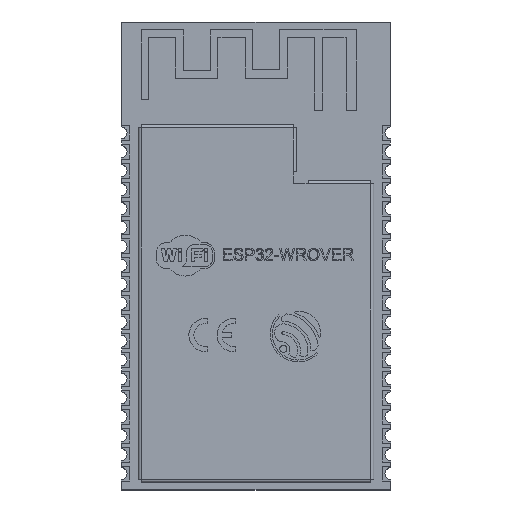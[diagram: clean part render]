
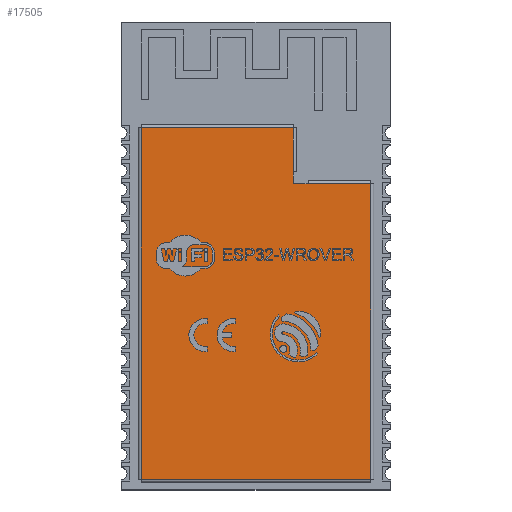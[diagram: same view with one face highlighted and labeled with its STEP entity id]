
A CAD part, top view. The second image highlights one B-rep face of the part: STEP entity #17505.
In plain terms, the highlighted face is planar.
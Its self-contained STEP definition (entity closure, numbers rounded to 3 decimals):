
#17505 = ADVANCED_FACE('',(#17506),#17520,.F.);
#17506 = FACE_BOUND('',#17507,.F.);
#17507 = EDGE_LOOP('',(#17508,#17543,#17571,#17599,#17627,#17655,#17683,
    #17711));
#17508 = ORIENTED_EDGE('',*,*,#17509,.F.);
#17509 = EDGE_CURVE('',#17510,#17512,#17514,.T.);
#17510 = VERTEX_POINT('',#17511);
#17511 = CARTESIAN_POINT('',(-7.7,-11.8,0.));
#17512 = VERTEX_POINT('',#17513);
#17513 = CARTESIAN_POINT('',(-7.7,8.05,0.));
#17514 = SURFACE_CURVE('',#17515,(#17519,#17531),.PCURVE_S1.);
#17515 = LINE('',#17516,#17517);
#17516 = CARTESIAN_POINT('',(-7.7,-11.8,0.));
#17517 = VECTOR('',#17518,1.);
#17518 = DIRECTION('',(0.,1.,0.));
#17519 = PCURVE('',#17520,#17525);
#17520 = PLANE('',#17521);
#17521 = AXIS2_PLACEMENT_3D('',#17522,#17523,#17524);
#17522 = CARTESIAN_POINT('',(-7.7,-11.8,0.));
#17523 = DIRECTION('',(0.,0.,1.));
#17524 = DIRECTION('',(1.,0.,0.));
#17525 = DEFINITIONAL_REPRESENTATION('',(#17526),#17530);
#17526 = LINE('',#17527,#17528);
#17527 = CARTESIAN_POINT('',(0.,0.));
#17528 = VECTOR('',#17529,1.);
#17529 = DIRECTION('',(0.,1.));
#17530 = ( GEOMETRIC_REPRESENTATION_CONTEXT(2) 
PARAMETRIC_REPRESENTATION_CONTEXT() REPRESENTATION_CONTEXT('2D SPACE',''
  ) );
#17531 = PCURVE('',#17532,#17537);
#17532 = CYLINDRICAL_SURFACE('',#17533,0.2);
#17533 = AXIS2_PLACEMENT_3D('',#17534,#17535,#17536);
#17534 = CARTESIAN_POINT('',(-7.7,11.8,0.2));
#17535 = DIRECTION('',(-0.,-1.,-0.));
#17536 = DIRECTION('',(0.,0.,-1.));
#17537 = DEFINITIONAL_REPRESENTATION('',(#17538),#17542);
#17538 = LINE('',#17539,#17540);
#17539 = CARTESIAN_POINT('',(-0.,23.6));
#17540 = VECTOR('',#17541,1.);
#17541 = DIRECTION('',(-0.,-1.));
#17542 = ( GEOMETRIC_REPRESENTATION_CONTEXT(2) 
PARAMETRIC_REPRESENTATION_CONTEXT() REPRESENTATION_CONTEXT('2D SPACE',''
  ) );
#17543 = ORIENTED_EDGE('',*,*,#17544,.T.);
#17544 = EDGE_CURVE('',#17510,#17545,#17547,.T.);
#17545 = VERTEX_POINT('',#17546);
#17546 = CARTESIAN_POINT('',(7.7,-11.8,0.));
#17547 = SURFACE_CURVE('',#17548,(#17552,#17559),.PCURVE_S1.);
#17548 = LINE('',#17549,#17550);
#17549 = CARTESIAN_POINT('',(-7.7,-11.8,0.));
#17550 = VECTOR('',#17551,1.);
#17551 = DIRECTION('',(1.,0.,0.));
#17552 = PCURVE('',#17520,#17553);
#17553 = DEFINITIONAL_REPRESENTATION('',(#17554),#17558);
#17554 = LINE('',#17555,#17556);
#17555 = CARTESIAN_POINT('',(0.,0.));
#17556 = VECTOR('',#17557,1.);
#17557 = DIRECTION('',(1.,0.));
#17558 = ( GEOMETRIC_REPRESENTATION_CONTEXT(2) 
PARAMETRIC_REPRESENTATION_CONTEXT() REPRESENTATION_CONTEXT('2D SPACE',''
  ) );
#17559 = PCURVE('',#17560,#17565);
#17560 = CYLINDRICAL_SURFACE('',#17561,0.2);
#17561 = AXIS2_PLACEMENT_3D('',#17562,#17563,#17564);
#17562 = CARTESIAN_POINT('',(7.7,-11.8,0.2));
#17563 = DIRECTION('',(-1.,0.,0.));
#17564 = DIRECTION('',(0.,0.,-1.));
#17565 = DEFINITIONAL_REPRESENTATION('',(#17566),#17570);
#17566 = LINE('',#17567,#17568);
#17567 = CARTESIAN_POINT('',(0.,15.4));
#17568 = VECTOR('',#17569,1.);
#17569 = DIRECTION('',(-0.,-1.));
#17570 = ( GEOMETRIC_REPRESENTATION_CONTEXT(2) 
PARAMETRIC_REPRESENTATION_CONTEXT() REPRESENTATION_CONTEXT('2D SPACE',''
  ) );
#17571 = ORIENTED_EDGE('',*,*,#17572,.T.);
#17572 = EDGE_CURVE('',#17545,#17573,#17575,.T.);
#17573 = VERTEX_POINT('',#17574);
#17574 = CARTESIAN_POINT('',(7.7,11.8,0.));
#17575 = SURFACE_CURVE('',#17576,(#17580,#17587),.PCURVE_S1.);
#17576 = LINE('',#17577,#17578);
#17577 = CARTESIAN_POINT('',(7.7,-11.8,0.));
#17578 = VECTOR('',#17579,1.);
#17579 = DIRECTION('',(0.,1.,0.));
#17580 = PCURVE('',#17520,#17581);
#17581 = DEFINITIONAL_REPRESENTATION('',(#17582),#17586);
#17582 = LINE('',#17583,#17584);
#17583 = CARTESIAN_POINT('',(15.4,0.));
#17584 = VECTOR('',#17585,1.);
#17585 = DIRECTION('',(0.,1.));
#17586 = ( GEOMETRIC_REPRESENTATION_CONTEXT(2) 
PARAMETRIC_REPRESENTATION_CONTEXT() REPRESENTATION_CONTEXT('2D SPACE',''
  ) );
#17587 = PCURVE('',#17588,#17593);
#17588 = CYLINDRICAL_SURFACE('',#17589,0.2);
#17589 = AXIS2_PLACEMENT_3D('',#17590,#17591,#17592);
#17590 = CARTESIAN_POINT('',(7.7,11.8,0.2));
#17591 = DIRECTION('',(-0.,-1.,-0.));
#17592 = DIRECTION('',(0.,0.,-1.));
#17593 = DEFINITIONAL_REPRESENTATION('',(#17594),#17598);
#17594 = LINE('',#17595,#17596);
#17595 = CARTESIAN_POINT('',(0.,23.6));
#17596 = VECTOR('',#17597,1.);
#17597 = DIRECTION('',(-0.,-1.));
#17598 = ( GEOMETRIC_REPRESENTATION_CONTEXT(2) 
PARAMETRIC_REPRESENTATION_CONTEXT() REPRESENTATION_CONTEXT('2D SPACE',''
  ) );
#17599 = ORIENTED_EDGE('',*,*,#17600,.F.);
#17600 = EDGE_CURVE('',#17601,#17573,#17603,.T.);
#17601 = VERTEX_POINT('',#17602);
#17602 = CARTESIAN_POINT('',(-2.5,11.8,0.));
#17603 = SURFACE_CURVE('',#17604,(#17608,#17615),.PCURVE_S1.);
#17604 = LINE('',#17605,#17606);
#17605 = CARTESIAN_POINT('',(-7.7,11.8,0.));
#17606 = VECTOR('',#17607,1.);
#17607 = DIRECTION('',(1.,0.,0.));
#17608 = PCURVE('',#17520,#17609);
#17609 = DEFINITIONAL_REPRESENTATION('',(#17610),#17614);
#17610 = LINE('',#17611,#17612);
#17611 = CARTESIAN_POINT('',(0.,23.6));
#17612 = VECTOR('',#17613,1.);
#17613 = DIRECTION('',(1.,0.));
#17614 = ( GEOMETRIC_REPRESENTATION_CONTEXT(2) 
PARAMETRIC_REPRESENTATION_CONTEXT() REPRESENTATION_CONTEXT('2D SPACE',''
  ) );
#17615 = PCURVE('',#17616,#17621);
#17616 = CYLINDRICAL_SURFACE('',#17617,0.2);
#17617 = AXIS2_PLACEMENT_3D('',#17618,#17619,#17620);
#17618 = CARTESIAN_POINT('',(7.7,11.8,0.2));
#17619 = DIRECTION('',(-1.,0.,0.));
#17620 = DIRECTION('',(0.,0.,-1.));
#17621 = DEFINITIONAL_REPRESENTATION('',(#17622),#17626);
#17622 = LINE('',#17623,#17624);
#17623 = CARTESIAN_POINT('',(-0.,15.4));
#17624 = VECTOR('',#17625,1.);
#17625 = DIRECTION('',(-0.,-1.));
#17626 = ( GEOMETRIC_REPRESENTATION_CONTEXT(2) 
PARAMETRIC_REPRESENTATION_CONTEXT() REPRESENTATION_CONTEXT('2D SPACE',''
  ) );
#17627 = ORIENTED_EDGE('',*,*,#17628,.T.);
#17628 = EDGE_CURVE('',#17601,#17629,#17631,.T.);
#17629 = VERTEX_POINT('',#17630);
#17630 = CARTESIAN_POINT('',(-2.5,8.85,0.));
#17631 = SURFACE_CURVE('',#17632,(#17636,#17643),.PCURVE_S1.);
#17632 = LINE('',#17633,#17634);
#17633 = CARTESIAN_POINT('',(-2.5,12.562,0.));
#17634 = VECTOR('',#17635,1.);
#17635 = DIRECTION('',(0.,-1.,0.));
#17636 = PCURVE('',#17520,#17637);
#17637 = DEFINITIONAL_REPRESENTATION('',(#17638),#17642);
#17638 = LINE('',#17639,#17640);
#17639 = CARTESIAN_POINT('',(5.2,24.362));
#17640 = VECTOR('',#17641,1.);
#17641 = DIRECTION('',(0.,-1.));
#17642 = ( GEOMETRIC_REPRESENTATION_CONTEXT(2) 
PARAMETRIC_REPRESENTATION_CONTEXT() REPRESENTATION_CONTEXT('2D SPACE',''
  ) );
#17643 = PCURVE('',#17644,#17649);
#17644 = CYLINDRICAL_SURFACE('',#17645,0.2);
#17645 = AXIS2_PLACEMENT_3D('',#17646,#17647,#17648);
#17646 = CARTESIAN_POINT('',(-2.5,8.85,0.2));
#17647 = DIRECTION('',(0.,1.,0.));
#17648 = DIRECTION('',(0.,0.,-1.));
#17649 = DEFINITIONAL_REPRESENTATION('',(#17650),#17654);
#17650 = LINE('',#17651,#17652);
#17651 = CARTESIAN_POINT('',(0.,3.712));
#17652 = VECTOR('',#17653,1.);
#17653 = DIRECTION('',(-0.,-1.));
#17654 = ( GEOMETRIC_REPRESENTATION_CONTEXT(2) 
PARAMETRIC_REPRESENTATION_CONTEXT() REPRESENTATION_CONTEXT('2D SPACE',''
  ) );
#17655 = ORIENTED_EDGE('',*,*,#17656,.T.);
#17656 = EDGE_CURVE('',#17629,#17657,#17659,.T.);
#17657 = VERTEX_POINT('',#17658);
#17658 = CARTESIAN_POINT('',(-2.5,8.05,0.));
#17659 = SURFACE_CURVE('',#17660,(#17664,#17671),.PCURVE_S1.);
#17660 = LINE('',#17661,#17662);
#17661 = CARTESIAN_POINT('',(-2.5,12.562,0.));
#17662 = VECTOR('',#17663,1.);
#17663 = DIRECTION('',(0.,-1.,0.));
#17664 = PCURVE('',#17520,#17665);
#17665 = DEFINITIONAL_REPRESENTATION('',(#17666),#17670);
#17666 = LINE('',#17667,#17668);
#17667 = CARTESIAN_POINT('',(5.2,24.362));
#17668 = VECTOR('',#17669,1.);
#17669 = DIRECTION('',(0.,-1.));
#17670 = ( GEOMETRIC_REPRESENTATION_CONTEXT(2) 
PARAMETRIC_REPRESENTATION_CONTEXT() REPRESENTATION_CONTEXT('2D SPACE',''
  ) );
#17671 = PCURVE('',#17672,#17677);
#17672 = PLANE('',#17673);
#17673 = AXIS2_PLACEMENT_3D('',#17674,#17675,#17676);
#17674 = CARTESIAN_POINT('',(-2.5,12.562,0.));
#17675 = DIRECTION('',(1.,0.,0.));
#17676 = DIRECTION('',(0.,-1.,0.));
#17677 = DEFINITIONAL_REPRESENTATION('',(#17678),#17682);
#17678 = LINE('',#17679,#17680);
#17679 = CARTESIAN_POINT('',(0.,0.));
#17680 = VECTOR('',#17681,1.);
#17681 = DIRECTION('',(1.,0.));
#17682 = ( GEOMETRIC_REPRESENTATION_CONTEXT(2) 
PARAMETRIC_REPRESENTATION_CONTEXT() REPRESENTATION_CONTEXT('2D SPACE',''
  ) );
#17683 = ORIENTED_EDGE('',*,*,#17684,.T.);
#17684 = EDGE_CURVE('',#17657,#17685,#17687,.T.);
#17685 = VERTEX_POINT('',#17686);
#17686 = CARTESIAN_POINT('',(-3.5,8.05,0.));
#17687 = SURFACE_CURVE('',#17688,(#17692,#17699),.PCURVE_S1.);
#17688 = LINE('',#17689,#17690);
#17689 = CARTESIAN_POINT('',(-2.5,8.05,0.));
#17690 = VECTOR('',#17691,1.);
#17691 = DIRECTION('',(-1.,0.,0.));
#17692 = PCURVE('',#17520,#17693);
#17693 = DEFINITIONAL_REPRESENTATION('',(#17694),#17698);
#17694 = LINE('',#17695,#17696);
#17695 = CARTESIAN_POINT('',(5.2,19.85));
#17696 = VECTOR('',#17697,1.);
#17697 = DIRECTION('',(-1.,0.));
#17698 = ( GEOMETRIC_REPRESENTATION_CONTEXT(2) 
PARAMETRIC_REPRESENTATION_CONTEXT() REPRESENTATION_CONTEXT('2D SPACE',''
  ) );
#17699 = PCURVE('',#17700,#17705);
#17700 = PLANE('',#17701);
#17701 = AXIS2_PLACEMENT_3D('',#17702,#17703,#17704);
#17702 = CARTESIAN_POINT('',(-2.5,8.05,0.));
#17703 = DIRECTION('',(0.,-1.,0.));
#17704 = DIRECTION('',(-1.,0.,0.));
#17705 = DEFINITIONAL_REPRESENTATION('',(#17706),#17710);
#17706 = LINE('',#17707,#17708);
#17707 = CARTESIAN_POINT('',(0.,-0.));
#17708 = VECTOR('',#17709,1.);
#17709 = DIRECTION('',(1.,0.));
#17710 = ( GEOMETRIC_REPRESENTATION_CONTEXT(2) 
PARAMETRIC_REPRESENTATION_CONTEXT() REPRESENTATION_CONTEXT('2D SPACE',''
  ) );
#17711 = ORIENTED_EDGE('',*,*,#17712,.T.);
#17712 = EDGE_CURVE('',#17685,#17512,#17713,.T.);
#17713 = SURFACE_CURVE('',#17714,(#17718,#17725),.PCURVE_S1.);
#17714 = LINE('',#17715,#17716);
#17715 = CARTESIAN_POINT('',(-2.5,8.05,0.));
#17716 = VECTOR('',#17717,1.);
#17717 = DIRECTION('',(-1.,0.,0.));
#17718 = PCURVE('',#17520,#17719);
#17719 = DEFINITIONAL_REPRESENTATION('',(#17720),#17724);
#17720 = LINE('',#17721,#17722);
#17721 = CARTESIAN_POINT('',(5.2,19.85));
#17722 = VECTOR('',#17723,1.);
#17723 = DIRECTION('',(-1.,0.));
#17724 = ( GEOMETRIC_REPRESENTATION_CONTEXT(2) 
PARAMETRIC_REPRESENTATION_CONTEXT() REPRESENTATION_CONTEXT('2D SPACE',''
  ) );
#17725 = PCURVE('',#17726,#17731);
#17726 = CYLINDRICAL_SURFACE('',#17727,0.2);
#17727 = AXIS2_PLACEMENT_3D('',#17728,#17729,#17730);
#17728 = CARTESIAN_POINT('',(-7.7,8.05,0.2));
#17729 = DIRECTION('',(1.,0.,0.));
#17730 = DIRECTION('',(0.,0.,-1.));
#17731 = DEFINITIONAL_REPRESENTATION('',(#17732),#17736);
#17732 = LINE('',#17733,#17734);
#17733 = CARTESIAN_POINT('',(0.,5.2));
#17734 = VECTOR('',#17735,1.);
#17735 = DIRECTION('',(-0.,-1.));
#17736 = ( GEOMETRIC_REPRESENTATION_CONTEXT(2) 
PARAMETRIC_REPRESENTATION_CONTEXT() REPRESENTATION_CONTEXT('2D SPACE',''
  ) );
